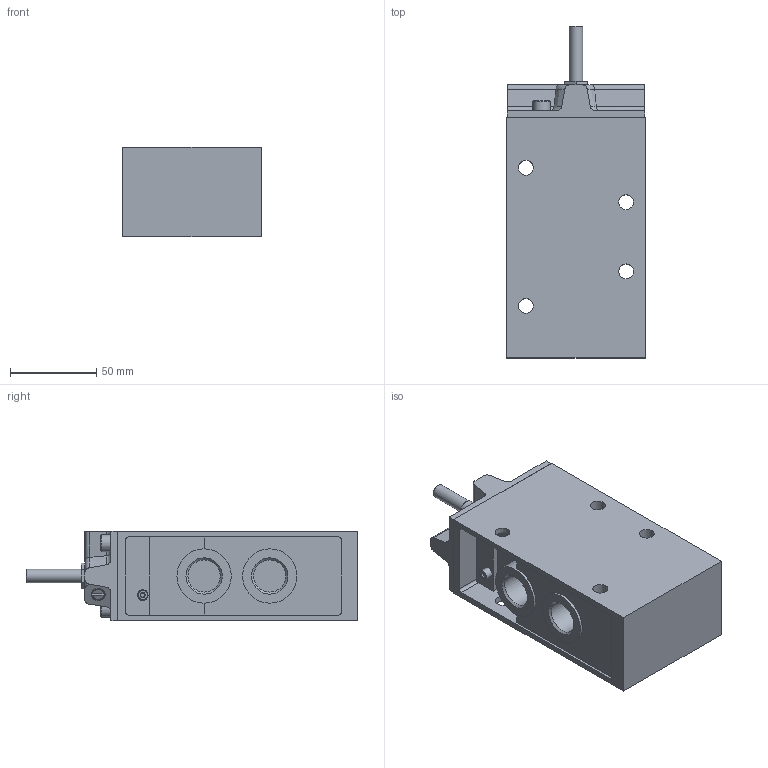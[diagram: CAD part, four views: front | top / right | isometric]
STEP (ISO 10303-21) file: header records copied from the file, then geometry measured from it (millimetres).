
FILE_DESCRIPTION(/* description */ ('STEP AP214'),/* implementation_level */ '2;1');
FILE_NAME(/* name */ '535911_MFH-5-1_2-S-EX',/* time_stamp */ '2024-09-03T16:27:22+02:00',/* author */ ('License CC BY-ND 4.0'),/* organization */ ('CADENAS'),/* preprocessor_version */ 'ST-DEVELOPER v19.3',/* originating_system */ 'PARTsolutions',/* authorisation */ ' ');
FILE_SCHEMA (('AUTOMOTIVE_DESIGN {1 0 10303 214 3 1 1}'));
Length unit declared in the file: millimetre
Products named in the file (2): 535911 MFH-5-1/2-S-EX; 535911 MFH-5-1/2-S-EX-part2
Assembly tree (1 placements, depth 2):
  535911 MFH-5-1/2-S-EX
    535911 MFH-5-1/2-S-EX-part2
Bounding box: 80 x 192 x 52 mm (x, y, z)
Volume: 543848.1 mm3; surface area: 65613.9 mm2
Topology: 1 solids, 1 shells, 173 faces, 399 edges, 249 vertices
Faces by surface type: plane 80, cylinder 48, cone 39, torus 6
Full cylindrical faces by diameter (mm): 2.459 x1, 4.134 x1, 5.8 x1, 5.9 x1, 6.15 x1, 7.48 x1, 8 x1, 8.566 x1, 8.6 x5, 10 x2, 18.631 x5, 31.433 x4
Entity records: 4653 total; most frequent: CARTESIAN_POINT 881, DIRECTION 788, ORIENTED_EDGE 680, EDGE_CURVE 340, AXIS2_PLACEMENT_3D 307, FACE_BOUND 254, EDGE_LOOP 250, VERTEX_POINT 240
